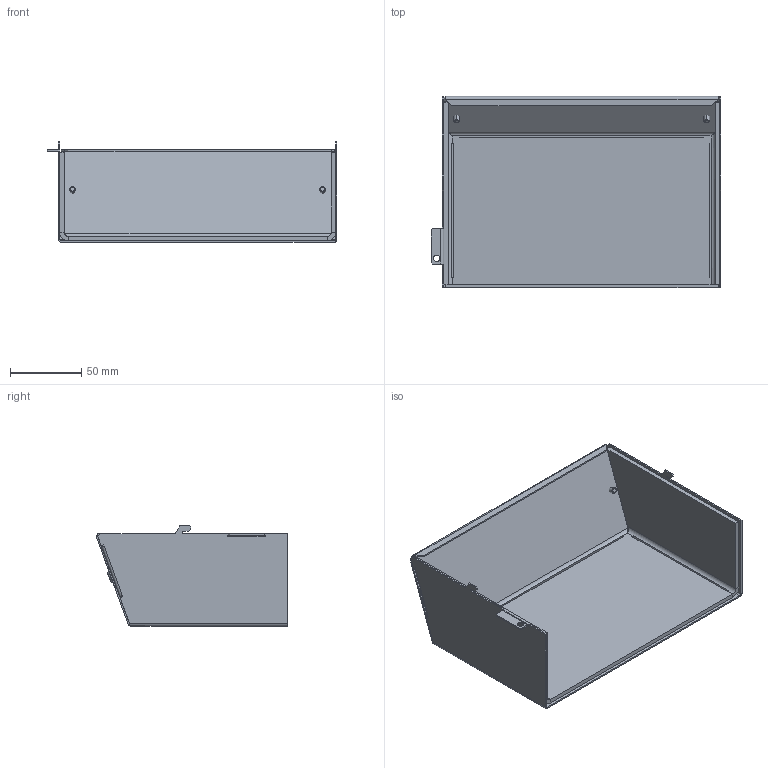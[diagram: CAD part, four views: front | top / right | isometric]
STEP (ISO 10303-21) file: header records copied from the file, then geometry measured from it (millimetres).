
FILE_DESCRIPTION((''),'2;1');
FILE_NAME('RK7506_INTERNAL_DUCT_ASSEMBLY_ASM','2022-10-28T11:46:48',('sant'),(''),'CREO PARAMETRIC BY PTC INC, 2018260','CREO PARAMETRIC BY PTC INC, 2018260','');
FILE_SCHEMA(('CONFIG_CONTROL_DESIGN'));
Length unit declared in the file: millimetre
Products named in the file (4): RK7506_INTERNAL_DUCT; RIVETED; RK7506_INS_INTERNAL_DUCT; RK7506_INTERNAL_DUCT_ASSEMBLY_ASM
Assembly tree (4 placements, depth 2):
  RK7506_INTERNAL_DUCT_ASSEMBLY_ASM
    RK7506_INTERNAL_DUCT
    RIVETED  x2
    RK7506_INS_INTERNAL_DUCT
Bounding box: 203.5 x 134.14 x 70.5 mm (x, y, z)
Volume: 189946.4 mm3; surface area: 203556.8 mm2
Topology: 4 solids, 4 shells, 197 faces, 473 edges, 282 vertices
Faces by surface type: plane 137, cylinder 42, bspline 10, torus 8
Entity records: 5770 total; most frequent: CARTESIAN_POINT 1387, ORIENTED_EDGE 894, DIRECTION 865, EDGE_CURVE 447, VECTOR 351, LINE 351, VERTEX_POINT 266, AXIS2_PLACEMENT_3D 257
